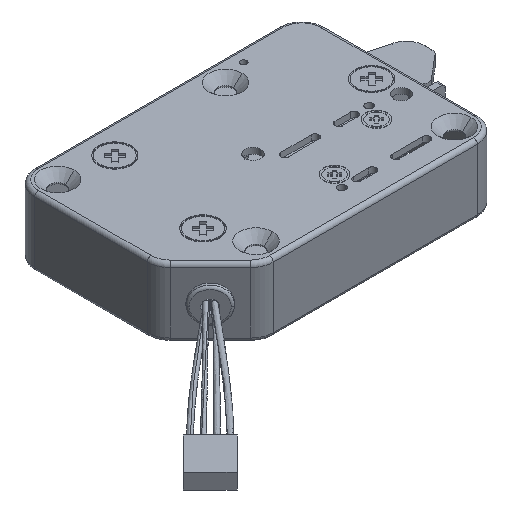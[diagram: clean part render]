
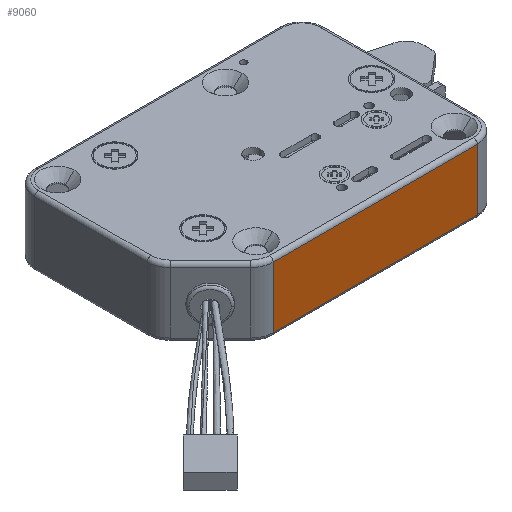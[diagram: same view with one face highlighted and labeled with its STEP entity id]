
A CAD part, isometric view. The second image highlights one B-rep face of the part: STEP entity #9060.
In plain terms, the highlighted planar face has unit normal (0, -1, 0).
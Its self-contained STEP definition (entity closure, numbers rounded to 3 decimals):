
#154 = LINE ( 'NONE', #10800, #4717 ) ;
#205 = AXIS2_PLACEMENT_3D ( 'NONE', #11692, #720, #7074 ) ;
#720 = DIRECTION ( 'NONE',  ( 0., 1., 0. ) ) ;
#905 = VECTOR ( 'NONE', #6838, 1000. ) ;
#1178 = DIRECTION ( 'NONE',  ( 0., 0., -1. ) ) ;
#1899 = EDGE_CURVE ( 'NONE', #2324, #1937, #154, .T. ) ;
#1937 = VERTEX_POINT ( 'NONE', #11817 ) ;
#2046 = LINE ( 'NONE', #11283, #2625 ) ;
#2204 = EDGE_LOOP ( 'NONE', ( #4238, #6083, #7284, #6176 ) ) ;
#2287 = CARTESIAN_POINT ( 'NONE',  ( 0., -26., 8. ) ) ;
#2324 = VERTEX_POINT ( 'NONE', #11176 ) ;
#2625 = VECTOR ( 'NONE', #1178, 1000. ) ;
#3325 = LINE ( 'NONE', #2287, #905 ) ;
#3589 = DIRECTION ( 'NONE',  ( 1., 0., 0. ) ) ;
#4019 = VERTEX_POINT ( 'NONE', #11568 ) ;
#4238 = ORIENTED_EDGE ( 'NONE', *, *, #6343, .T. ) ;
#4717 = VECTOR ( 'NONE', #11738, 1000. ) ;
#5013 = EDGE_CURVE ( 'NONE', #6632, #2324, #10852, .T. ) ;
#5247 = PLANE ( 'NONE',  #205 ) ;
#6083 = ORIENTED_EDGE ( 'NONE', *, *, #5013, .T. ) ;
#6176 = ORIENTED_EDGE ( 'NONE', *, *, #6938, .T. ) ;
#6289 = FACE_OUTER_BOUND ( 'NONE', #2204, .T. ) ;
#6343 = EDGE_CURVE ( 'NONE', #4019, #6632, #2046, .T. ) ;
#6632 = VERTEX_POINT ( 'NONE', #10734 ) ;
#6838 = DIRECTION ( 'NONE',  ( -1., 0., 0. ) ) ;
#6938 = EDGE_CURVE ( 'NONE', #1937, #4019, #3325, .T. ) ;
#7074 = DIRECTION ( 'NONE',  ( -1., 0., 0. ) ) ;
#7284 = ORIENTED_EDGE ( 'NONE', *, *, #1899, .T. ) ;
#9060 = ADVANCED_FACE ( 'NONE', ( #6289 ), #5247, .F. ) ;
#9994 = CARTESIAN_POINT ( 'NONE',  ( -6., -26., -8. ) ) ;
#10734 = CARTESIAN_POINT ( 'NONE',  ( -59.515, -26., -8. ) ) ;
#10800 = CARTESIAN_POINT ( 'NONE',  ( -6., -26., 9. ) ) ;
#10852 = LINE ( 'NONE', #9994, #11436 ) ;
#11176 = CARTESIAN_POINT ( 'NONE',  ( -6., -26., -8. ) ) ;
#11283 = CARTESIAN_POINT ( 'NONE',  ( -59.515, -26., 9. ) ) ;
#11436 = VECTOR ( 'NONE', #3589, 1000. ) ;
#11568 = CARTESIAN_POINT ( 'NONE',  ( -59.515, -26., 8. ) ) ;
#11692 = CARTESIAN_POINT ( 'NONE',  ( 0., -26., 9. ) ) ;
#11738 = DIRECTION ( 'NONE',  ( 0., 0., 1. ) ) ;
#11817 = CARTESIAN_POINT ( 'NONE',  ( -6., -26., 8. ) ) ;
